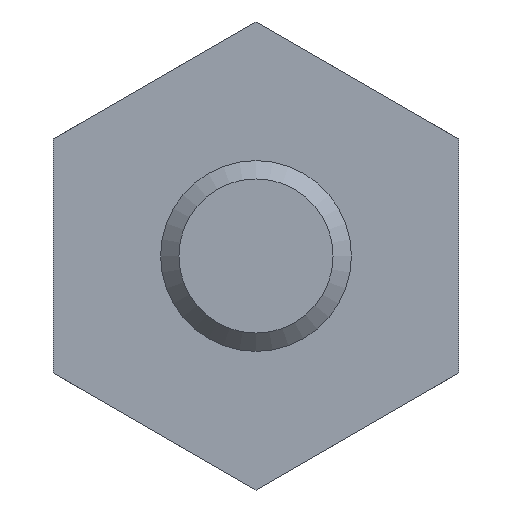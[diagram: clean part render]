
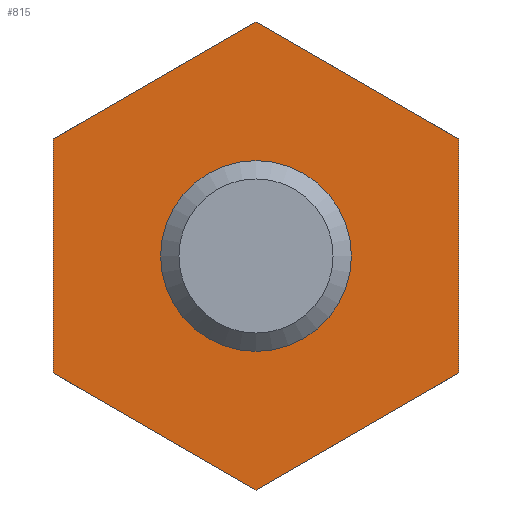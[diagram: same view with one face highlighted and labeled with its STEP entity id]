
A CAD part, front view. The second image highlights one B-rep face of the part: STEP entity #815.
In plain terms, the highlighted planar face has unit normal (0, -1, 0).
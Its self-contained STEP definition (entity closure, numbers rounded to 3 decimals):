
#815 = ADVANCED_FACE( '', ( #1870, #1871 ), #1872, .F. );
#1870 = FACE_BOUND( '', #3164, .T. );
#1871 = FACE_OUTER_BOUND( '', #3165, .T. );
#1872 = PLANE( '', #3166 );
#3164 = EDGE_LOOP( '', ( #5632 ) );
#3165 = EDGE_LOOP( '', ( #5633, #5634, #5635, #5636, #5637, #5638 ) );
#3166 = AXIS2_PLACEMENT_3D( '', #5639, #5640, #5641 );
#5632 = ORIENTED_EDGE( '', *, *, #9111, .F. );
#5633 = ORIENTED_EDGE( '', *, *, #8445, .T. );
#5634 = ORIENTED_EDGE( '', *, *, #8709, .T. );
#5635 = ORIENTED_EDGE( '', *, *, #8411, .T. );
#5636 = ORIENTED_EDGE( '', *, *, #9112, .T. );
#5637 = ORIENTED_EDGE( '', *, *, #9113, .T. );
#5638 = ORIENTED_EDGE( '', *, *, #9114, .T. );
#5639 = CARTESIAN_POINT( '', ( 10.7, 0., 0. ) );
#5640 = DIRECTION( '', ( 0., 1., 0. ) );
#5641 = DIRECTION( '', ( 0., 0., 1. ) );
#8411 = EDGE_CURVE( '', #10329, #10327, #10330, .T. );
#8445 = EDGE_CURVE( '', #10384, #10382, #10385, .T. );
#8709 = EDGE_CURVE( '', #10382, #10329, #10827, .T. );
#9111 = EDGE_CURVE( '', #11450, #11450, #11451, .T. );
#9112 = EDGE_CURVE( '', #10327, #11452, #11453, .T. );
#9113 = EDGE_CURVE( '', #11452, #11454, #11455, .T. );
#9114 = EDGE_CURVE( '', #11454, #10384, #11456, .T. );
#10327 = VERTEX_POINT( '', #13080 );
#10329 = VERTEX_POINT( '', #13083 );
#10330 = LINE( '', #13084, #13085 );
#10382 = VERTEX_POINT( '', #13161 );
#10384 = VERTEX_POINT( '', #13164 );
#10385 = LINE( '', #13165, #13166 );
#10827 = LINE( '', #13819, #13820 );
#11450 = VERTEX_POINT( '', #14731 );
#11451 = CIRCLE( '', #14732, 3.2 );
#11452 = VERTEX_POINT( '', #14733 );
#11453 = LINE( '', #14734, #14735 );
#11454 = VERTEX_POINT( '', #14736 );
#11455 = LINE( '', #14737, #14738 );
#11456 = LINE( '', #14739, #14740 );
#13080 = CARTESIAN_POINT( '', ( 0., 0., -9.815 ) );
#13083 = CARTESIAN_POINT( '', ( -8.5, 0., -4.907 ) );
#13084 = CARTESIAN_POINT( '', ( 3.775, 0., -11.994 ) );
#13085 = VECTOR( '', #16267, 1000. );
#13161 = CARTESIAN_POINT( '', ( -8.5, 0., 4.907 ) );
#13164 = CARTESIAN_POINT( '', ( 0., 0., 9.815 ) );
#13165 = CARTESIAN_POINT( '', ( 3.775, 0., 11.994 ) );
#13166 = VECTOR( '', #16299, 1000. );
#13819 = CARTESIAN_POINT( '', ( -8.5, 0., 0. ) );
#13820 = VECTOR( '', #16534, 1000. );
#14731 = CARTESIAN_POINT( '', ( 0., 0., -3.2 ) );
#14732 = AXIS2_PLACEMENT_3D( '', #16916, #16917, #16918 );
#14733 = CARTESIAN_POINT( '', ( 8.5, 0., -4.907 ) );
#14734 = CARTESIAN_POINT( '', ( 12.275, 0., -2.728 ) );
#14735 = VECTOR( '', #16919, 1000. );
#14736 = CARTESIAN_POINT( '', ( 8.5, 0., 4.907 ) );
#14737 = CARTESIAN_POINT( '', ( 8.5, 0., 0. ) );
#14738 = VECTOR( '', #16920, 1000. );
#14739 = CARTESIAN_POINT( '', ( 12.275, 0., 2.728 ) );
#14740 = VECTOR( '', #16921, 1000. );
#16267 = DIRECTION( '', ( 0.866, 0., -0.5 ) );
#16299 = DIRECTION( '', ( -0.866, 0., -0.5 ) );
#16534 = DIRECTION( '', ( 0., 0., -1. ) );
#16916 = CARTESIAN_POINT( '', ( 0., 0., 0. ) );
#16917 = DIRECTION( '', ( 0., -1., 0. ) );
#16918 = DIRECTION( '', ( 0., 0., -1. ) );
#16919 = DIRECTION( '', ( 0.866, 0., 0.5 ) );
#16920 = DIRECTION( '', ( 0., 0., 1. ) );
#16921 = DIRECTION( '', ( -0.866, 0., 0.5 ) );
